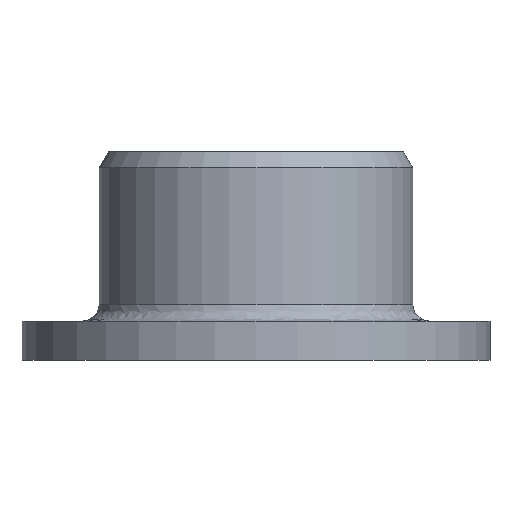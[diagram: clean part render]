
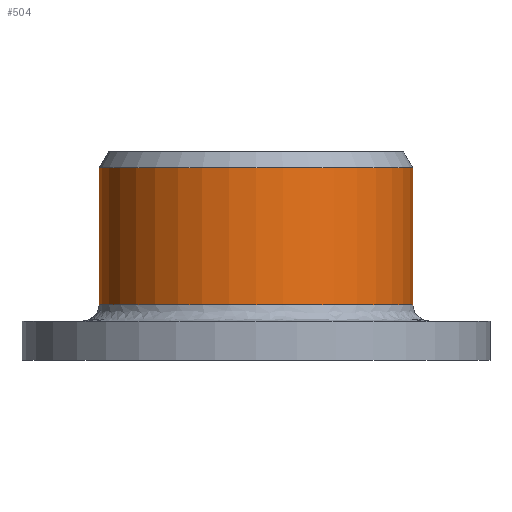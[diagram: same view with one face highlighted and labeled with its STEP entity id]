
A CAD part, front view. The second image highlights one B-rep face of the part: STEP entity #504.
In plain terms, the highlighted cylindrical face has radius 4.763 mm (diameter 9.525 mm), a partial arc.
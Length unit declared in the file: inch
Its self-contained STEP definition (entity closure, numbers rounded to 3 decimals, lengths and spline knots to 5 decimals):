
#15 = DIRECTION ( 'NONE',  ( 0., 0., 1. ) ) ;
#21 = EDGE_CURVE ( 'NONE', #375, #412, #512, .T. ) ;
#67 = CARTESIAN_POINT ( 'NONE',  ( -0.1875, 0., 0.06669 ) ) ;
#73 = VERTEX_POINT ( 'NONE', #302 ) ;
#75 = EDGE_CURVE ( 'NONE', #479, #375, #128, .T. ) ;
#112 = DIRECTION ( 'NONE',  ( 0., 0., 1. ) ) ;
#118 = CARTESIAN_POINT ( 'NONE',  ( 0., 0., 0.1485 ) ) ;
#128 = LINE ( 'NONE', #162, #175 ) ;
#161 = LINE ( 'NONE', #340, #555 ) ;
#162 = CARTESIAN_POINT ( 'NONE',  ( -0.1875, 0., 0.1485 ) ) ;
#175 = VECTOR ( 'NONE', #112, 39.37008 ) ;
#206 = AXIS2_PLACEMENT_3D ( 'NONE', #118, #476, #213 ) ;
#210 = CARTESIAN_POINT ( 'NONE',  ( 0., 0., 0.06669 ) ) ;
#213 = DIRECTION ( 'NONE',  ( 1., 0., 0. ) ) ;
#238 = ORIENTED_EDGE ( 'NONE', *, *, #364, .T. ) ;
#244 = CARTESIAN_POINT ( 'NONE',  ( 0.1875, 0., 0.23031 ) ) ;
#245 = DIRECTION ( 'NONE',  ( 1., 0., 0. ) ) ;
#261 = DIRECTION ( 'NONE',  ( 1., 0., 0. ) ) ;
#264 = FACE_OUTER_BOUND ( 'NONE', #553, .T. ) ;
#284 = AXIS2_PLACEMENT_3D ( 'NONE', #454, #528, #261 ) ;
#302 = CARTESIAN_POINT ( 'NONE',  ( 0.1875, 0., 0.06669 ) ) ;
#305 = EDGE_CURVE ( 'NONE', #479, #73, #453, .T. ) ;
#325 = ORIENTED_EDGE ( 'NONE', *, *, #21, .F. ) ;
#340 = CARTESIAN_POINT ( 'NONE',  ( 0.1875, 0., 0.1485 ) ) ;
#364 = EDGE_CURVE ( 'NONE', #73, #412, #161, .T. ) ;
#375 = VERTEX_POINT ( 'NONE', #511 ) ;
#396 = ORIENTED_EDGE ( 'NONE', *, *, #305, .T. ) ;
#405 = AXIS2_PLACEMENT_3D ( 'NONE', #210, #436, #245 ) ;
#412 = VERTEX_POINT ( 'NONE', #244 ) ;
#436 = DIRECTION ( 'NONE',  ( 0., 0., 1. ) ) ;
#453 = CIRCLE ( 'NONE', #405, 0.1875 ) ;
#454 = CARTESIAN_POINT ( 'NONE',  ( 0., 0., 0.23031 ) ) ;
#476 = DIRECTION ( 'NONE',  ( 0., 0., 1. ) ) ;
#479 = VERTEX_POINT ( 'NONE', #67 ) ;
#504 = ADVANCED_FACE ( 'NONE', ( #264 ), #526, .T. ) ;
#511 = CARTESIAN_POINT ( 'NONE',  ( -0.1875, 0., 0.23031 ) ) ;
#512 = CIRCLE ( 'NONE', #284, 0.1875 ) ;
#524 = ORIENTED_EDGE ( 'NONE', *, *, #75, .F. ) ;
#526 = CYLINDRICAL_SURFACE ( 'NONE', #206, 0.1875 ) ;
#528 = DIRECTION ( 'NONE',  ( 0., 0., 1. ) ) ;
#553 = EDGE_LOOP ( 'NONE', ( #524, #396, #238, #325 ) ) ;
#555 = VECTOR ( 'NONE', #15, 39.37008 ) ;
